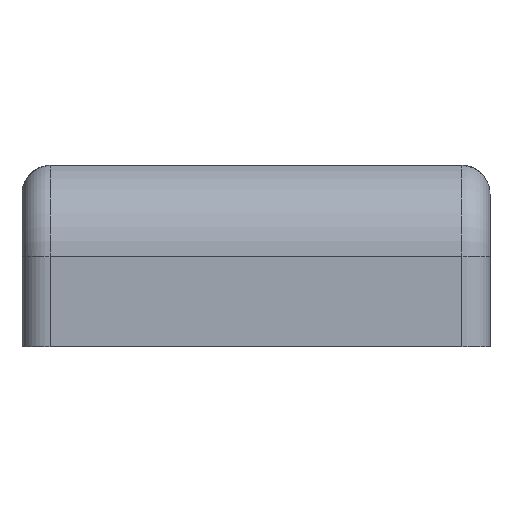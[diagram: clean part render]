
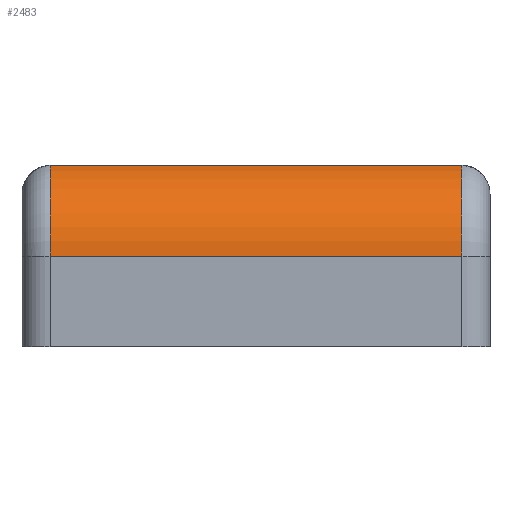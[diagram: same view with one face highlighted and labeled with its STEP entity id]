
A CAD part, front view. The second image highlights one B-rep face of the part: STEP entity #2483.
In plain terms, the highlighted cylindrical face has radius 11.525 mm (diameter 23.05 mm), a partial arc.
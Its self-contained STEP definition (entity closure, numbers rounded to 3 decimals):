
#130=CYLINDRICAL_SURFACE('',#2680,11.525);
#288=FACE_OUTER_BOUND('',#433,.T.);
#433=EDGE_LOOP('',(#1905,#1906,#1907,#1908));
#578=LINE('',#4638,#763);
#580=LINE('',#4730,#765);
#763=VECTOR('',#3041,10.);
#765=VECTOR('',#3057,10.);
#952=CIRCLE('',#2677,11.525);
#954=CIRCLE('',#2681,11.525);
#1123=VERTEX_POINT('',#4583);
#1125=VERTEX_POINT('',#4636);
#1126=VERTEX_POINT('',#4723);
#1127=VERTEX_POINT('',#4728);
#1411=EDGE_CURVE('',#1125,#1123,#578,.T.);
#1415=EDGE_CURVE('',#1123,#1126,#952,.T.);
#1417=EDGE_CURVE('',#1127,#1125,#954,.T.);
#1418=EDGE_CURVE('',#1127,#1126,#580,.T.);
#1905=ORIENTED_EDGE('',*,*,#1411,.F.);
#1906=ORIENTED_EDGE('',*,*,#1417,.F.);
#1907=ORIENTED_EDGE('',*,*,#1418,.T.);
#1908=ORIENTED_EDGE('',*,*,#1415,.F.);
#2483=ADVANCED_FACE('',(#288),#130,.T.);
#2677=AXIS2_PLACEMENT_3D('',#4724,#3047,#3048);
#2680=AXIS2_PLACEMENT_3D('',#4727,#3053,#3054);
#2681=AXIS2_PLACEMENT_3D('',#4729,#3055,#3056);
#3041=DIRECTION('',(1.,0.,0.));
#3047=DIRECTION('center_axis',(1.,0.,0.));
#3048=DIRECTION('ref_axis',(0.,0.,1.));
#3053=DIRECTION('center_axis',(1.,0.,0.));
#3054=DIRECTION('ref_axis',(0.,-1.,0.));
#3055=DIRECTION('center_axis',(-1.,0.,0.));
#3056=DIRECTION('ref_axis',(0.,0.,1.));
#3057=DIRECTION('',(1.,0.,0.));
#4583=CARTESIAN_POINT('',(53.4,-64.974,21.997));
#4636=CARTESIAN_POINT('',(3.4,-64.974,21.997));
#4638=CARTESIAN_POINT('',(0.,-64.974,21.997));
#4723=CARTESIAN_POINT('',(53.4,-73.05,11.));
#4724=CARTESIAN_POINT('Origin',(53.4,-61.525,11.));
#4727=CARTESIAN_POINT('Origin',(0.,-61.525,11.));
#4728=CARTESIAN_POINT('',(3.4,-73.05,11.));
#4729=CARTESIAN_POINT('Origin',(3.4,-61.525,11.));
#4730=CARTESIAN_POINT('',(0.,-73.05,11.));
